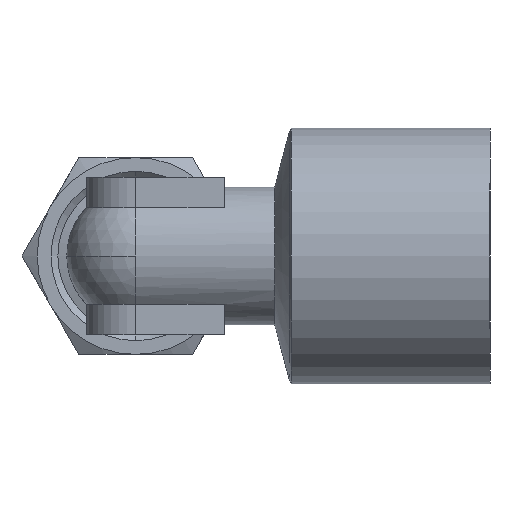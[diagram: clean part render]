
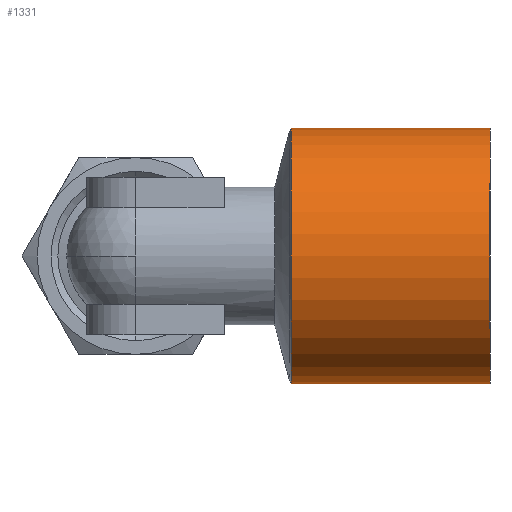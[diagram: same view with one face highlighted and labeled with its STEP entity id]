
A CAD part, left-side view. The second image highlights one B-rep face of the part: STEP entity #1331.
In plain terms, the highlighted cylindrical face has radius 6.5 mm (diameter 13 mm), a partial arc.
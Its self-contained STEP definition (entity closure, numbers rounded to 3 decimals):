
#242 = EDGE_CURVE ( 'NONE', #455, #495, #1398, .T. ) ;
#244 = EDGE_CURVE ( 'NONE', #460, #482, #1401, .T. ) ;
#278 = EDGE_CURVE ( 'NONE', #460, #455, #1451, .T. ) ;
#320 = EDGE_CURVE ( 'NONE', #495, #482, #1523, .T. ) ;
#392 = AXIS2_PLACEMENT_3D ( 'NONE', #579, #578, #577 ) ;
#404 = AXIS2_PLACEMENT_3D ( 'NONE', #1871, #1869, #1868 ) ;
#455 = VERTEX_POINT ( 'NONE', #1153 ) ;
#460 = VERTEX_POINT ( 'NONE', #1157 ) ;
#482 = VERTEX_POINT ( 'NONE', #1178 ) ;
#495 = VERTEX_POINT ( 'NONE', #1191 ) ;
#510 = DIRECTION ( 'NONE',  ( 0., -1., 0. ) ) ;
#577 = DIRECTION ( 'NONE',  ( 0., 0., -1. ) ) ;
#578 = DIRECTION ( 'NONE',  ( 0., 1., 0. ) ) ;
#579 = CARTESIAN_POINT ( 'NONE',  ( 0., 13.099, 0. ) ) ;
#706 = CARTESIAN_POINT ( 'NONE',  ( 0., -1., -6.5 ) ) ;
#708 = DIRECTION ( 'NONE',  ( 0., -1., 0. ) ) ;
#713 = CARTESIAN_POINT ( 'NONE',  ( 0., -1., 6.5 ) ) ;
#864 = EDGE_LOOP ( 'NONE', ( #1912, #1911, #1910, #1909 ) ) ;
#1153 = CARTESIAN_POINT ( 'NONE',  ( 0., 13.099, 6.5 ) ) ;
#1157 = CARTESIAN_POINT ( 'NONE',  ( 0., 13.099, -6.5 ) ) ;
#1178 = CARTESIAN_POINT ( 'NONE',  ( 0., 3., -6.5 ) ) ;
#1191 = CARTESIAN_POINT ( 'NONE',  ( 0., 3., 6.5 ) ) ;
#1284 = DIRECTION ( 'NONE',  ( 0., -1., 0. ) ) ;
#1286 = DIRECTION ( 'NONE',  ( 0., 0., -1. ) ) ;
#1288 = CARTESIAN_POINT ( 'NONE',  ( 0., -1., 0. ) ) ;
#1331 = ADVANCED_FACE ( 'NONE', ( #1585 ), #1589, .T. ) ;
#1398 = LINE ( 'NONE', #713, #1402 ) ;
#1401 = LINE ( 'NONE', #706, #1405 ) ;
#1402 = VECTOR ( 'NONE', #510, 1000. ) ;
#1405 = VECTOR ( 'NONE', #708, 1000. ) ;
#1451 = CIRCLE ( 'NONE', #392, 6.5 ) ;
#1523 = CIRCLE ( 'NONE', #404, 6.5 ) ;
#1585 = FACE_OUTER_BOUND ( 'NONE', #864, .T. ) ;
#1589 = CYLINDRICAL_SURFACE ( 'NONE', #2021, 6.5 ) ;
#1868 = DIRECTION ( 'NONE',  ( 0., 0., -1. ) ) ;
#1869 = DIRECTION ( 'NONE',  ( 0., -1., 0. ) ) ;
#1871 = CARTESIAN_POINT ( 'NONE',  ( 0., 3., 0. ) ) ;
#1909 = ORIENTED_EDGE ( 'NONE', *, *, #320, .F. ) ;
#1910 = ORIENTED_EDGE ( 'NONE', *, *, #244, .T. ) ;
#1911 = ORIENTED_EDGE ( 'NONE', *, *, #278, .F. ) ;
#1912 = ORIENTED_EDGE ( 'NONE', *, *, #242, .F. ) ;
#2021 = AXIS2_PLACEMENT_3D ( 'NONE', #1288, #1284, #1286 ) ;
